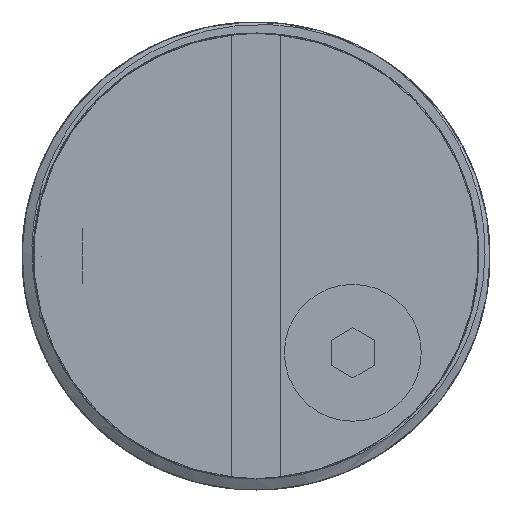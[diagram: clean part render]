
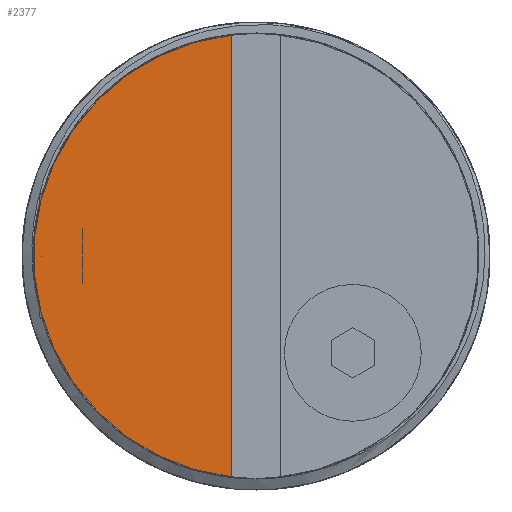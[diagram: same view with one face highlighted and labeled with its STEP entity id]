
A CAD part, left-side view. The second image highlights one B-rep face of the part: STEP entity #2377.
In plain terms, the highlighted planar face has unit normal (-1, 0, 0).
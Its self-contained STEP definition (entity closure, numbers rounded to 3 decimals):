
#31=PLANE('',#2563);
#171=FACE_OUTER_BOUND('',#305,.T.);
#305=EDGE_LOOP('',(#2109,#2110));
#333=CIRCLE('',#2512,17.85);
#663=LINE('',#15186,#803);
#803=VECTOR('',#3005,1000.);
#1017=VERTEX_POINT('',#9701);
#1018=VERTEX_POINT('',#9703);
#1354=EDGE_CURVE('',#1018,#1017,#333,.T.);
#1417=EDGE_CURVE('',#1017,#1018,#663,.T.);
#2109=ORIENTED_EDGE('',*,*,#1417,.T.);
#2110=ORIENTED_EDGE('',*,*,#1354,.T.);
#2377=ADVANCED_FACE('',(#171),#31,.T.);
#2512=AXIS2_PLACEMENT_3D('',#9704,#2874,#2875);
#2563=AXIS2_PLACEMENT_3D('',#15185,#3003,#3004);
#2874=DIRECTION('center_axis',(-1.,0.,0.));
#2875=DIRECTION('ref_axis',(0.,0.,1.));
#3003=DIRECTION('center_axis',(-1.,0.,0.));
#3004=DIRECTION('ref_axis',(0.,0.,1.));
#3005=DIRECTION('',(0.,0.,1.));
#9701=CARTESIAN_POINT('',(-86.5,2.,-17.738));
#9703=CARTESIAN_POINT('',(-86.5,2.,17.738));
#9704=CARTESIAN_POINT('Origin',(-86.5,0.,0.));
#15185=CARTESIAN_POINT('Origin',(-86.5,0.,0.));
#15186=CARTESIAN_POINT('',(-86.5,2.,-18.8));
